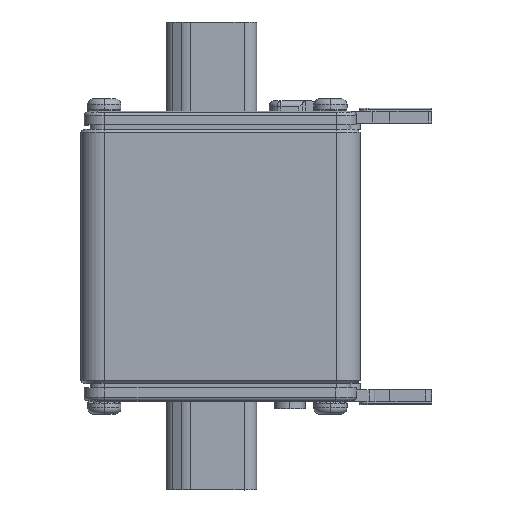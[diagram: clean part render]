
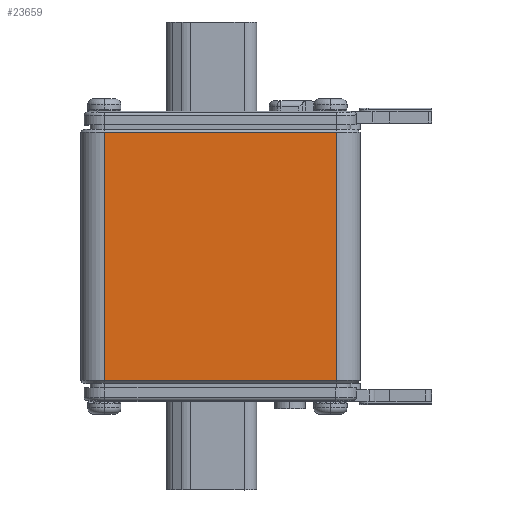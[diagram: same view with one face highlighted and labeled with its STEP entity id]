
A CAD part, top view. The second image highlights one B-rep face of the part: STEP entity #23659.
In plain terms, the highlighted planar face has unit normal (0, 0, 1).
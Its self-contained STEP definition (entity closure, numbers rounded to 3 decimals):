
#1704 = VECTOR ( 'NONE', #18136, 1000. ) ;
#2159 = LINE ( 'NONE', #16472, #17549 ) ;
#5222 = ORIENTED_EDGE ( 'NONE', *, *, #10512, .T. ) ;
#5396 = VECTOR ( 'NONE', #8205, 1000. ) ;
#6007 = CARTESIAN_POINT ( 'NONE',  ( -19.5, 21.35, 14.5 ) ) ;
#6173 = CARTESIAN_POINT ( 'NONE',  ( 19.5, 21.35, 14.5 ) ) ;
#6207 = VECTOR ( 'NONE', #24885, 1000. ) ;
#6452 = VERTEX_POINT ( 'NONE', #13733 ) ;
#6991 = FACE_OUTER_BOUND ( 'NONE', #15411, .T. ) ;
#7511 = AXIS2_PLACEMENT_3D ( 'NONE', #23161, #11117, #25180 ) ;
#7805 = CARTESIAN_POINT ( 'NONE',  ( 19.5, 20.85, 14.5 ) ) ;
#8205 = DIRECTION ( 'NONE',  ( 0., 1., 0. ) ) ;
#9101 = PLANE ( 'NONE',  #7511 ) ;
#9911 = ORIENTED_EDGE ( 'NONE', *, *, #13687, .T. ) ;
#10512 = EDGE_CURVE ( 'NONE', #13038, #15492, #22249, .T. ) ;
#11117 = DIRECTION ( 'NONE',  ( 0., 0., -1. ) ) ;
#11972 = VERTEX_POINT ( 'NONE', #20754 ) ;
#12372 = LINE ( 'NONE', #6007, #1704 ) ;
#13038 = VERTEX_POINT ( 'NONE', #7805 ) ;
#13687 = EDGE_CURVE ( 'NONE', #15492, #6452, #12372, .T. ) ;
#13733 = CARTESIAN_POINT ( 'NONE',  ( -19.5, -20.85, 14.5 ) ) ;
#14845 = CARTESIAN_POINT ( 'NONE',  ( -19.5, 20.85, 14.5 ) ) ;
#15411 = EDGE_LOOP ( 'NONE', ( #9911, #24769, #22538, #5222 ) ) ;
#15492 = VERTEX_POINT ( 'NONE', #23329 ) ;
#16472 = CARTESIAN_POINT ( 'NONE',  ( -23.5, -20.85, 14.5 ) ) ;
#17549 = VECTOR ( 'NONE', #22459, 1000. ) ;
#18136 = DIRECTION ( 'NONE',  ( 0., -1., 0. ) ) ;
#19317 = EDGE_CURVE ( 'NONE', #6452, #11972, #2159, .T. ) ;
#20754 = CARTESIAN_POINT ( 'NONE',  ( 19.5, -20.85, 14.5 ) ) ;
#21449 = LINE ( 'NONE', #6173, #5396 ) ;
#22249 = LINE ( 'NONE', #14845, #6207 ) ;
#22459 = DIRECTION ( 'NONE',  ( 1., 0., 0. ) ) ;
#22538 = ORIENTED_EDGE ( 'NONE', *, *, #23930, .T. ) ;
#23161 = CARTESIAN_POINT ( 'NONE',  ( -23.5, 21.35, 14.5 ) ) ;
#23329 = CARTESIAN_POINT ( 'NONE',  ( -19.5, 20.85, 14.5 ) ) ;
#23659 = ADVANCED_FACE ( 'NONE', ( #6991 ), #9101, .F. ) ;
#23930 = EDGE_CURVE ( 'NONE', #11972, #13038, #21449, .T. ) ;
#24769 = ORIENTED_EDGE ( 'NONE', *, *, #19317, .T. ) ;
#24885 = DIRECTION ( 'NONE',  ( -1., 0., 0. ) ) ;
#25180 = DIRECTION ( 'NONE',  ( -1., 0., 0. ) ) ;
